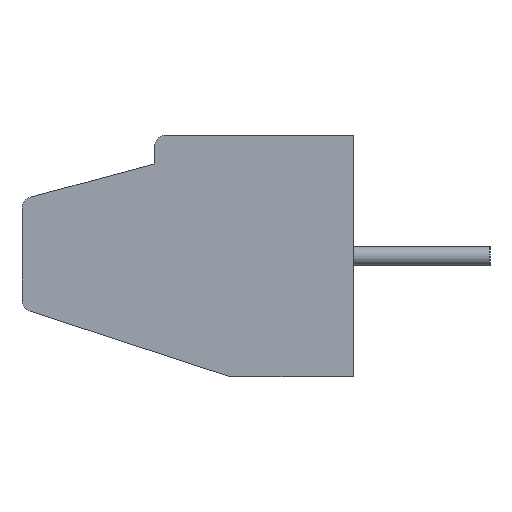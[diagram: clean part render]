
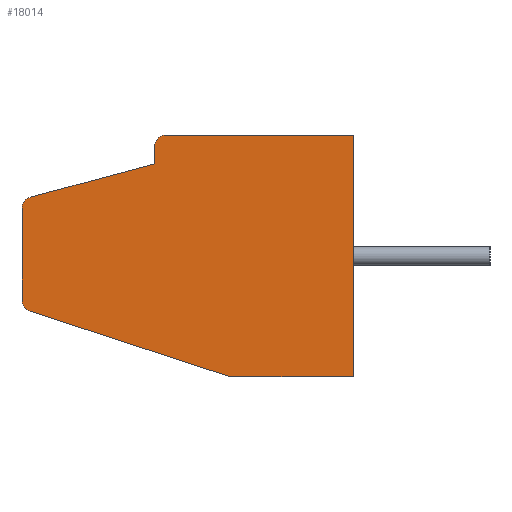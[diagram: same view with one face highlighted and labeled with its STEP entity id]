
A CAD part, left-side view. The second image highlights one B-rep face of the part: STEP entity #18014.
In plain terms, the highlighted planar face has unit normal (-1, 0, 0).
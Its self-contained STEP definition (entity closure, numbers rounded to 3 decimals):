
#7 = CARTESIAN_POINT ( 'NONE',  ( -1.5, -4.25, 3.1 ) ) ;
#172 = DIRECTION ( 'NONE',  ( 0., 0., 1. ) ) ;
#185 = VERTEX_POINT ( 'NONE', #16195 ) ;
#401 = CARTESIAN_POINT ( 'NONE',  ( -1.5, -4.25, 3.1 ) ) ;
#644 = DIRECTION ( 'NONE',  ( 0., 0., 1. ) ) ;
#997 = VERTEX_POINT ( 'NONE', #18121 ) ;
#1197 = CARTESIAN_POINT ( 'NONE',  ( -1.5, 0.85, 2.8 ) ) ;
#1314 = AXIS2_PLACEMENT_3D ( 'NONE', #18581, #18396, #9744 ) ;
#1320 = VECTOR ( 'NONE', #644, 1000. ) ;
#1381 = EDGE_LOOP ( 'NONE', ( #3804, #17846, #9724, #7911, #18192, #7862, #17950, #6731, #3699, #15074 ) ) ;
#1459 = LINE ( 'NONE', #2423, #9082 ) ;
#1501 = DIRECTION ( 'NONE',  ( 0., 1., 0. ) ) ;
#1503 = LINE ( 'NONE', #2388, #3986 ) ;
#1545 = DIRECTION ( 'NONE',  ( -1., 0., 0. ) ) ;
#2388 = CARTESIAN_POINT ( 'NONE',  ( -1.5, 4.25, 1.22 ) ) ;
#2423 = CARTESIAN_POINT ( 'NONE',  ( -1.5, 0.85, 2.361 ) ) ;
#2682 = EDGE_CURVE ( 'NONE', #7881, #15611, #14058, .T. ) ;
#2897 = VERTEX_POINT ( 'NONE', #17997 ) ;
#3151 = DIRECTION ( 'NONE',  ( 0., 0., -1. ) ) ;
#3699 = ORIENTED_EDGE ( 'NONE', *, *, #5444, .T. ) ;
#3706 = AXIS2_PLACEMENT_3D ( 'NONE', #8287, #5240, #11207 ) ;
#3804 = ORIENTED_EDGE ( 'NONE', *, *, #9285, .T. ) ;
#3865 = DIRECTION ( 'NONE',  ( 0., 0.966, -0.259 ) ) ;
#3986 = VECTOR ( 'NONE', #13937, 1000. ) ;
#4315 = CARTESIAN_POINT ( 'NONE',  ( -1.5, 0.85, 2.361 ) ) ;
#5240 = DIRECTION ( 'NONE',  ( -1., 0., 0. ) ) ;
#5244 = CIRCLE ( 'NONE', #15319, 0.3 ) ;
#5285 = CARTESIAN_POINT ( 'NONE',  ( -1.5, -1.1, -3.1 ) ) ;
#5444 = EDGE_CURVE ( 'NONE', #17953, #7881, #7944, .T. ) ;
#5458 = LINE ( 'NONE', #7, #14482 ) ;
#5679 = PLANE ( 'NONE',  #11154 ) ;
#5920 = CARTESIAN_POINT ( 'NONE',  ( -1.5, 0.55, 2.8 ) ) ;
#6334 = CARTESIAN_POINT ( 'NONE',  ( -1.5, -4.25, -3.1 ) ) ;
#6731 = ORIENTED_EDGE ( 'NONE', *, *, #17859, .T. ) ;
#6915 = LINE ( 'NONE', #11745, #17966 ) ;
#7862 = ORIENTED_EDGE ( 'NONE', *, *, #12296, .T. ) ;
#7881 = VERTEX_POINT ( 'NONE', #10494 ) ;
#7911 = ORIENTED_EDGE ( 'NONE', *, *, #10404, .T. ) ;
#7916 = VERTEX_POINT ( 'NONE', #401 ) ;
#7944 = CIRCLE ( 'NONE', #3706, 0.3 ) ;
#8195 = CARTESIAN_POINT ( 'NONE',  ( -1.5, -4.25, -3.1 ) ) ;
#8220 = VERTEX_POINT ( 'NONE', #8195 ) ;
#8282 = VECTOR ( 'NONE', #9497, 1000. ) ;
#8287 = CARTESIAN_POINT ( 'NONE',  ( -1.5, 3.95, -1.132 ) ) ;
#8397 = VECTOR ( 'NONE', #8713, 1000. ) ;
#8447 = DIRECTION ( 'NONE',  ( 0., 0., 1. ) ) ;
#8713 = DIRECTION ( 'NONE',  ( 0., -0.95, -0.311 ) ) ;
#9082 = VECTOR ( 'NONE', #3865, 1000. ) ;
#9285 = EDGE_CURVE ( 'NONE', #15611, #8220, #12578, .T. ) ;
#9398 = LINE ( 'NONE', #6334, #1320 ) ;
#9497 = DIRECTION ( 'NONE',  ( 0., -1., 0. ) ) ;
#9724 = ORIENTED_EDGE ( 'NONE', *, *, #13266, .T. ) ;
#9744 = DIRECTION ( 'NONE',  ( 0., 0., 1. ) ) ;
#9790 = EDGE_CURVE ( 'NONE', #8220, #7916, #9398, .T. ) ;
#9979 = CARTESIAN_POINT ( 'NONE',  ( -1.5, 3.95, 1.22 ) ) ;
#10404 = EDGE_CURVE ( 'NONE', #997, #13093, #13431, .T. ) ;
#10494 = CARTESIAN_POINT ( 'NONE',  ( -1.5, 4.043, -1.418 ) ) ;
#11154 = AXIS2_PLACEMENT_3D ( 'NONE', #5920, #1545, #172 ) ;
#11207 = DIRECTION ( 'NONE',  ( 0., 0., 1. ) ) ;
#11745 = CARTESIAN_POINT ( 'NONE',  ( -1.5, 0.85, 2.8 ) ) ;
#12296 = EDGE_CURVE ( 'NONE', #13734, #185, #1459, .T. ) ;
#12578 = LINE ( 'NONE', #5285, #8282 ) ;
#13093 = VERTEX_POINT ( 'NONE', #1197 ) ;
#13099 = EDGE_CURVE ( 'NONE', #185, #2897, #5244, .T. ) ;
#13230 = CARTESIAN_POINT ( 'NONE',  ( -1.5, -1.1, -3.1 ) ) ;
#13266 = EDGE_CURVE ( 'NONE', #7916, #997, #5458, .T. ) ;
#13431 = CIRCLE ( 'NONE', #1314, 0.3 ) ;
#13734 = VERTEX_POINT ( 'NONE', #4315 ) ;
#13937 = DIRECTION ( 'NONE',  ( 0., 0., -1. ) ) ;
#14058 = LINE ( 'NONE', #14612, #8397 ) ;
#14482 = VECTOR ( 'NONE', #1501, 1000. ) ;
#14612 = CARTESIAN_POINT ( 'NONE',  ( -1.5, 4.043, -1.418 ) ) ;
#15074 = ORIENTED_EDGE ( 'NONE', *, *, #2682, .T. ) ;
#15319 = AXIS2_PLACEMENT_3D ( 'NONE', #9979, #17094, #8447 ) ;
#15611 = VERTEX_POINT ( 'NONE', #13230 ) ;
#16195 = CARTESIAN_POINT ( 'NONE',  ( -1.5, 4.028, 1.51 ) ) ;
#16357 = FACE_OUTER_BOUND ( 'NONE', #1381, .T. ) ;
#16955 = CARTESIAN_POINT ( 'NONE',  ( -1.5, 4.25, -1.132 ) ) ;
#17094 = DIRECTION ( 'NONE',  ( -1., 0., 0. ) ) ;
#17510 = EDGE_CURVE ( 'NONE', #13093, #13734, #6915, .T. ) ;
#17846 = ORIENTED_EDGE ( 'NONE', *, *, #9790, .T. ) ;
#17859 = EDGE_CURVE ( 'NONE', #2897, #17953, #1503, .T. ) ;
#17950 = ORIENTED_EDGE ( 'NONE', *, *, #13099, .T. ) ;
#17953 = VERTEX_POINT ( 'NONE', #16955 ) ;
#17966 = VECTOR ( 'NONE', #3151, 1000. ) ;
#17997 = CARTESIAN_POINT ( 'NONE',  ( -1.5, 4.25, 1.22 ) ) ;
#18014 = ADVANCED_FACE ( 'NONE', ( #16357 ), #5679, .T. ) ;
#18121 = CARTESIAN_POINT ( 'NONE',  ( -1.5, 0.55, 3.1 ) ) ;
#18192 = ORIENTED_EDGE ( 'NONE', *, *, #17510, .T. ) ;
#18396 = DIRECTION ( 'NONE',  ( -1., 0., 0. ) ) ;
#18581 = CARTESIAN_POINT ( 'NONE',  ( -1.5, 0.55, 2.8 ) ) ;
